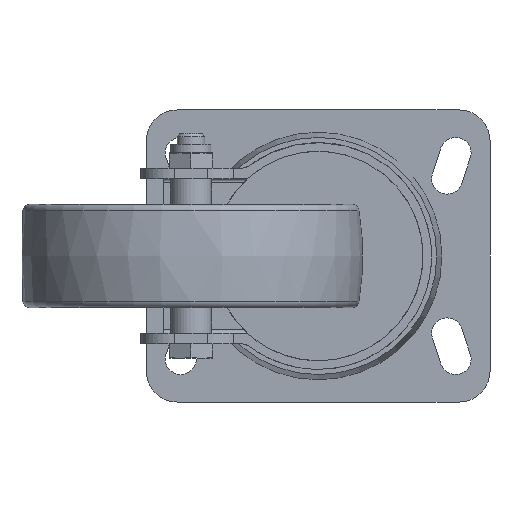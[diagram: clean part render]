
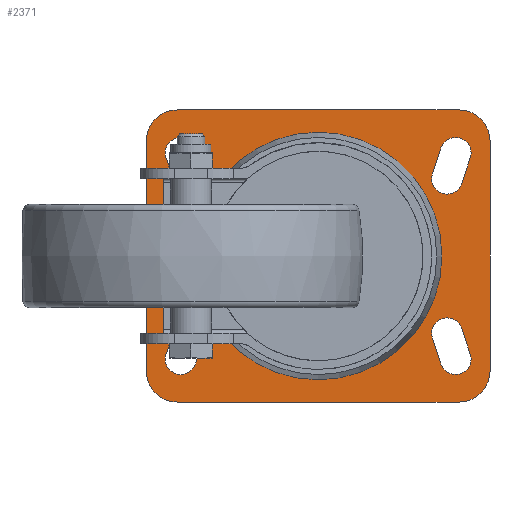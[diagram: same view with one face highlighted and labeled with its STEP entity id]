
A CAD part, front view. The second image highlights one B-rep face of the part: STEP entity #2371.
In plain terms, the highlighted planar face has unit normal (0, -1, 0).
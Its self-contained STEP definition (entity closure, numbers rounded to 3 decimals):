
#146=FACE_BOUND('',#390,.T.);
#147=FACE_BOUND('',#391,.T.);
#148=FACE_BOUND('',#392,.T.);
#149=FACE_BOUND('',#393,.T.);
#150=FACE_BOUND('',#394,.T.);
#241=FACE_OUTER_BOUND('',#389,.T.);
#389=EDGE_LOOP('',(#1793,#1794,#1795,#1796,#1797,#1798,#1799,#1800));
#390=EDGE_LOOP('',(#1801));
#391=EDGE_LOOP('',(#1802,#1803,#1804,#1805));
#392=EDGE_LOOP('',(#1806,#1807,#1808,#1809));
#393=EDGE_LOOP('',(#1810,#1811,#1812,#1813));
#394=EDGE_LOOP('',(#1814,#1815,#1816,#1817));
#532=CIRCLE('',#2555,34.8);
#535=CIRCLE('',#2577,4.5);
#537=CIRCLE('',#2581,4.5);
#539=CIRCLE('',#2585,4.5);
#541=CIRCLE('',#2589,4.5);
#543=CIRCLE('',#2593,4.5);
#545=CIRCLE('',#2597,4.5);
#547=CIRCLE('',#2601,4.5);
#549=CIRCLE('',#2605,4.5);
#551=CIRCLE('',#2609,9.);
#553=CIRCLE('',#2613,9.);
#555=CIRCLE('',#2617,9.);
#557=CIRCLE('',#2621,9.);
#690=LINE('',#4014,#824);
#694=LINE('',#4025,#828);
#698=LINE('',#4038,#832);
#702=LINE('',#4049,#836);
#706=LINE('',#4062,#840);
#710=LINE('',#4073,#844);
#714=LINE('',#4086,#848);
#718=LINE('',#4097,#852);
#722=LINE('',#4110,#856);
#726=LINE('',#4122,#860);
#730=LINE('',#4134,#864);
#734=LINE('',#4145,#868);
#824=VECTOR('',#3058,7.906);
#828=VECTOR('',#3070,7.906);
#832=VECTOR('',#3082,7.906);
#836=VECTOR('',#3094,7.906);
#840=VECTOR('',#3106,7.906);
#844=VECTOR('',#3118,7.906);
#848=VECTOR('',#3130,7.906);
#852=VECTOR('',#3142,7.906);
#856=VECTOR('',#3154,82.);
#860=VECTOR('',#3166,67.);
#864=VECTOR('',#3178,82.);
#868=VECTOR('',#3190,67.);
#987=VERTEX_POINT('',#3968);
#990=VERTEX_POINT('',#4004);
#991=VERTEX_POINT('',#4005);
#994=VERTEX_POINT('',#4013);
#996=VERTEX_POINT('',#4019);
#998=VERTEX_POINT('',#4028);
#999=VERTEX_POINT('',#4029);
#1002=VERTEX_POINT('',#4037);
#1004=VERTEX_POINT('',#4043);
#1006=VERTEX_POINT('',#4052);
#1007=VERTEX_POINT('',#4053);
#1010=VERTEX_POINT('',#4061);
#1012=VERTEX_POINT('',#4067);
#1014=VERTEX_POINT('',#4076);
#1015=VERTEX_POINT('',#4077);
#1018=VERTEX_POINT('',#4085);
#1020=VERTEX_POINT('',#4091);
#1022=VERTEX_POINT('',#4100);
#1023=VERTEX_POINT('',#4101);
#1026=VERTEX_POINT('',#4109);
#1028=VERTEX_POINT('',#4115);
#1030=VERTEX_POINT('',#4121);
#1032=VERTEX_POINT('',#4127);
#1034=VERTEX_POINT('',#4133);
#1036=VERTEX_POINT('',#4139);
#1232=EDGE_CURVE('',#987,#987,#532,.T.);
#1246=EDGE_CURVE('',#990,#991,#535,.T.);
#1250=EDGE_CURVE('',#991,#994,#690,.T.);
#1253=EDGE_CURVE('',#994,#996,#537,.T.);
#1256=EDGE_CURVE('',#996,#990,#694,.T.);
#1258=EDGE_CURVE('',#998,#999,#539,.T.);
#1262=EDGE_CURVE('',#999,#1002,#698,.T.);
#1265=EDGE_CURVE('',#1002,#1004,#541,.T.);
#1268=EDGE_CURVE('',#1004,#998,#702,.T.);
#1270=EDGE_CURVE('',#1006,#1007,#543,.T.);
#1274=EDGE_CURVE('',#1007,#1010,#706,.T.);
#1277=EDGE_CURVE('',#1010,#1012,#545,.T.);
#1280=EDGE_CURVE('',#1012,#1006,#710,.T.);
#1282=EDGE_CURVE('',#1014,#1015,#547,.T.);
#1286=EDGE_CURVE('',#1015,#1018,#714,.T.);
#1289=EDGE_CURVE('',#1018,#1020,#549,.T.);
#1292=EDGE_CURVE('',#1020,#1014,#718,.T.);
#1294=EDGE_CURVE('',#1022,#1023,#551,.T.);
#1298=EDGE_CURVE('',#1023,#1026,#722,.T.);
#1301=EDGE_CURVE('',#1026,#1028,#553,.T.);
#1304=EDGE_CURVE('',#1028,#1030,#726,.T.);
#1307=EDGE_CURVE('',#1030,#1032,#555,.T.);
#1310=EDGE_CURVE('',#1032,#1034,#730,.T.);
#1313=EDGE_CURVE('',#1034,#1036,#557,.T.);
#1316=EDGE_CURVE('',#1036,#1022,#734,.T.);
#1793=ORIENTED_EDGE('',*,*,#1294,.F.);
#1794=ORIENTED_EDGE('',*,*,#1316,.F.);
#1795=ORIENTED_EDGE('',*,*,#1313,.F.);
#1796=ORIENTED_EDGE('',*,*,#1310,.F.);
#1797=ORIENTED_EDGE('',*,*,#1307,.F.);
#1798=ORIENTED_EDGE('',*,*,#1304,.F.);
#1799=ORIENTED_EDGE('',*,*,#1301,.F.);
#1800=ORIENTED_EDGE('',*,*,#1298,.F.);
#1801=ORIENTED_EDGE('',*,*,#1232,.T.);
#1802=ORIENTED_EDGE('',*,*,#1282,.F.);
#1803=ORIENTED_EDGE('',*,*,#1292,.F.);
#1804=ORIENTED_EDGE('',*,*,#1289,.F.);
#1805=ORIENTED_EDGE('',*,*,#1286,.F.);
#1806=ORIENTED_EDGE('',*,*,#1270,.F.);
#1807=ORIENTED_EDGE('',*,*,#1280,.F.);
#1808=ORIENTED_EDGE('',*,*,#1277,.F.);
#1809=ORIENTED_EDGE('',*,*,#1274,.F.);
#1810=ORIENTED_EDGE('',*,*,#1258,.F.);
#1811=ORIENTED_EDGE('',*,*,#1268,.F.);
#1812=ORIENTED_EDGE('',*,*,#1265,.F.);
#1813=ORIENTED_EDGE('',*,*,#1262,.F.);
#1814=ORIENTED_EDGE('',*,*,#1246,.F.);
#1815=ORIENTED_EDGE('',*,*,#1256,.F.);
#1816=ORIENTED_EDGE('',*,*,#1253,.F.);
#1817=ORIENTED_EDGE('',*,*,#1250,.F.);
#2130=PLANE('',#2624);
#2371=ADVANCED_FACE('',(#241,#146,#147,#148,#149,#150),#2130,.F.);
#2555=AXIS2_PLACEMENT_3D('',#3970,#2996,#2997);
#2577=AXIS2_PLACEMENT_3D('',#4006,#3050,#3051);
#2581=AXIS2_PLACEMENT_3D('',#4020,#3063,#3064);
#2585=AXIS2_PLACEMENT_3D('',#4030,#3074,#3075);
#2589=AXIS2_PLACEMENT_3D('',#4044,#3087,#3088);
#2593=AXIS2_PLACEMENT_3D('',#4054,#3098,#3099);
#2597=AXIS2_PLACEMENT_3D('',#4068,#3111,#3112);
#2601=AXIS2_PLACEMENT_3D('',#4078,#3122,#3123);
#2605=AXIS2_PLACEMENT_3D('',#4092,#3135,#3136);
#2609=AXIS2_PLACEMENT_3D('',#4102,#3146,#3147);
#2613=AXIS2_PLACEMENT_3D('',#4116,#3159,#3160);
#2617=AXIS2_PLACEMENT_3D('',#4128,#3171,#3172);
#2621=AXIS2_PLACEMENT_3D('',#4140,#3183,#3184);
#2624=AXIS2_PLACEMENT_3D('',#4147,#3192,#3193);
#2996=DIRECTION('center_axis',(0.,1.,0.));
#2997=DIRECTION('ref_axis',(1.,0.,0.));
#3050=DIRECTION('center_axis',(0.,-1.,0.));
#3051=DIRECTION('ref_axis',(-0.949,0.,0.316));
#3058=DIRECTION('',(-0.316,0.,-0.949));
#3063=DIRECTION('center_axis',(0.,-1.,0.));
#3064=DIRECTION('ref_axis',(0.949,0.,-0.316));
#3070=DIRECTION('',(0.316,0.,0.949));
#3074=DIRECTION('center_axis',(0.,-1.,0.));
#3075=DIRECTION('ref_axis',(0.949,0.,0.316));
#3082=DIRECTION('',(-0.316,0.,0.949));
#3087=DIRECTION('center_axis',(0.,-1.,0.));
#3088=DIRECTION('ref_axis',(-0.949,0.,-0.316));
#3094=DIRECTION('',(0.316,0.,-0.949));
#3098=DIRECTION('center_axis',(0.,-1.,0.));
#3099=DIRECTION('ref_axis',(0.949,0.,0.316));
#3106=DIRECTION('',(-0.316,0.,0.949));
#3111=DIRECTION('center_axis',(0.,-1.,0.));
#3112=DIRECTION('ref_axis',(-0.949,0.,-0.316));
#3118=DIRECTION('',(0.316,0.,-0.949));
#3122=DIRECTION('center_axis',(0.,-1.,0.));
#3123=DIRECTION('ref_axis',(-0.949,0.,0.316));
#3130=DIRECTION('',(-0.316,0.,-0.949));
#3135=DIRECTION('center_axis',(0.,-1.,0.));
#3136=DIRECTION('ref_axis',(0.949,0.,-0.316));
#3142=DIRECTION('',(0.316,0.,0.949));
#3146=DIRECTION('center_axis',(0.,1.,0.));
#3147=DIRECTION('ref_axis',(-1.,0.,0.));
#3154=DIRECTION('',(1.,0.,0.));
#3159=DIRECTION('center_axis',(0.,1.,0.));
#3160=DIRECTION('ref_axis',(0.,0.,1.));
#3166=DIRECTION('',(0.,0.,-1.));
#3171=DIRECTION('center_axis',(0.,1.,0.));
#3172=DIRECTION('ref_axis',(1.,0.,0.));
#3178=DIRECTION('',(-1.,0.,0.));
#3183=DIRECTION('center_axis',(0.,1.,0.));
#3184=DIRECTION('ref_axis',(0.,0.,-1.));
#3190=DIRECTION('',(0.,0.,1.));
#3192=DIRECTION('center_axis',(0.,1.,0.));
#3193=DIRECTION('ref_axis',(0.,0.,1.));
#3968=CARTESIAN_POINT('',(2.2,75.5,0.));
#3970=CARTESIAN_POINT('Origin',(37.,75.5,0.));
#4004=CARTESIAN_POINT('',(3.769,75.5,-23.923));
#4005=CARTESIAN_POINT('',(-4.769,75.5,-21.077));
#4006=CARTESIAN_POINT('Origin',(-0.5,75.5,-22.5));
#4013=CARTESIAN_POINT('',(-7.269,75.5,-28.577));
#4014=CARTESIAN_POINT('',(-4.769,75.5,-21.077));
#4019=CARTESIAN_POINT('',(1.269,75.5,-31.423));
#4020=CARTESIAN_POINT('Origin',(-3.,75.5,-30.));
#4025=CARTESIAN_POINT('',(1.269,75.5,-31.423));
#4028=CARTESIAN_POINT('',(-4.769,75.5,21.077));
#4029=CARTESIAN_POINT('',(3.769,75.5,23.923));
#4030=CARTESIAN_POINT('Origin',(-0.5,75.5,22.5));
#4037=CARTESIAN_POINT('',(1.269,75.5,31.423));
#4038=CARTESIAN_POINT('',(3.769,75.5,23.923));
#4043=CARTESIAN_POINT('',(-7.269,75.5,28.577));
#4044=CARTESIAN_POINT('Origin',(-3.,75.5,30.));
#4049=CARTESIAN_POINT('',(-7.269,75.5,28.577));
#4052=CARTESIAN_POINT('',(72.731,75.5,-31.423));
#4053=CARTESIAN_POINT('',(81.269,75.5,-28.577));
#4054=CARTESIAN_POINT('Origin',(77.,75.5,-30.));
#4061=CARTESIAN_POINT('',(78.769,75.5,-21.077));
#4062=CARTESIAN_POINT('',(81.269,75.5,-28.577));
#4067=CARTESIAN_POINT('',(70.231,75.5,-23.923));
#4068=CARTESIAN_POINT('Origin',(74.5,75.5,-22.5));
#4073=CARTESIAN_POINT('',(70.231,75.5,-23.923));
#4076=CARTESIAN_POINT('',(81.269,75.5,28.577));
#4077=CARTESIAN_POINT('',(72.731,75.5,31.423));
#4078=CARTESIAN_POINT('Origin',(77.,75.5,30.));
#4085=CARTESIAN_POINT('',(70.231,75.5,23.923));
#4086=CARTESIAN_POINT('',(72.731,75.5,31.423));
#4091=CARTESIAN_POINT('',(78.769,75.5,21.077));
#4092=CARTESIAN_POINT('Origin',(74.5,75.5,22.5));
#4097=CARTESIAN_POINT('',(78.769,75.5,21.077));
#4100=CARTESIAN_POINT('',(-13.,75.5,33.5));
#4101=CARTESIAN_POINT('',(-4.,75.5,42.5));
#4102=CARTESIAN_POINT('Origin',(-4.,75.5,33.5));
#4109=CARTESIAN_POINT('',(78.,75.5,42.5));
#4110=CARTESIAN_POINT('',(-4.,75.5,42.5));
#4115=CARTESIAN_POINT('',(87.,75.5,33.5));
#4116=CARTESIAN_POINT('Origin',(78.,75.5,33.5));
#4121=CARTESIAN_POINT('',(87.,75.5,-33.5));
#4122=CARTESIAN_POINT('',(87.,75.5,33.5));
#4127=CARTESIAN_POINT('',(78.,75.5,-42.5));
#4128=CARTESIAN_POINT('Origin',(78.,75.5,-33.5));
#4133=CARTESIAN_POINT('',(-4.,75.5,-42.5));
#4134=CARTESIAN_POINT('',(78.,75.5,-42.5));
#4139=CARTESIAN_POINT('',(-13.,75.5,-33.5));
#4140=CARTESIAN_POINT('Origin',(-4.,75.5,-33.5));
#4145=CARTESIAN_POINT('',(-13.,75.5,-33.5));
#4147=CARTESIAN_POINT('Origin',(0.,75.5,0.));
